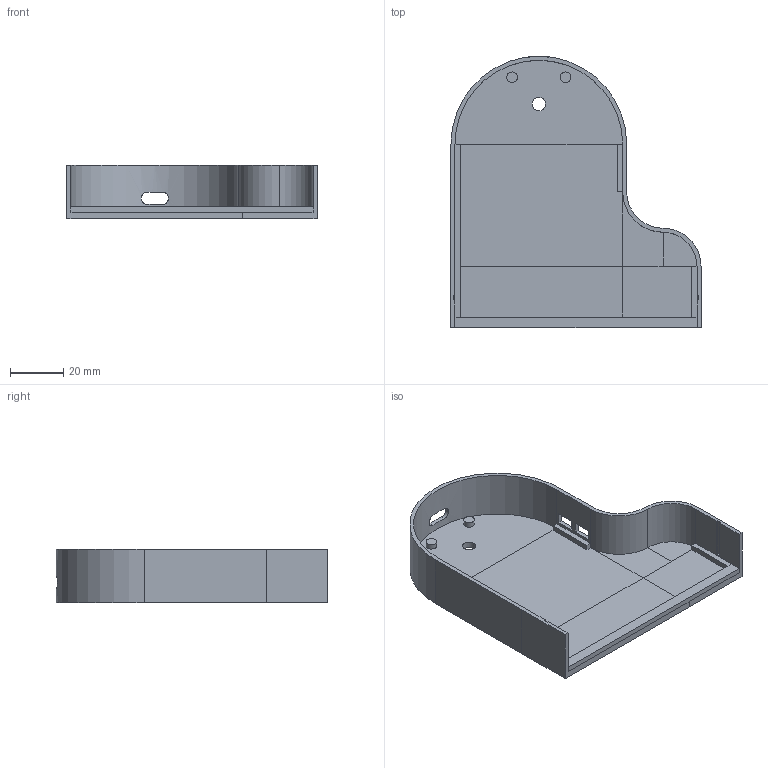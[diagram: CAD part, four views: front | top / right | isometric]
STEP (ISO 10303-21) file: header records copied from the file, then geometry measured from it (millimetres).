
FILE_DESCRIPTION(('FreeCAD Model'),'2;1');
FILE_NAME('Open CASCADE Shape Model','2022-03-03T14:08:14',('Author'),( ''),'Open CASCADE STEP processor 7.5','FreeCAD','Unknown');
FILE_SCHEMA(('AUTOMOTIVE_DESIGN { 1 0 10303 214 1 1 1 1 }'));
Length unit declared in the file: millimetre
Products named in the file (1): Basis_Cutted
Bounding box: 93.5 x 101.5 x 20.1 mm (x, y, z)
Volume: 25749.9 mm3; surface area: 24690.1 mm2
Topology: 1 solids, 1 shells, 71 faces, 184 edges, 117 vertices
Faces by surface type: plane 58, cylinder 13
Full cylindrical faces by diameter (mm): 4 x2, 5 x1
Entity records: 2274 total; most frequent: CARTESIAN_POINT 501, ORIENTED_EDGE 368, DIRECTION 342, EDGE_CURVE 184, LINE 154, VECTOR 154, VERTEX_POINT 117, AXIS2_PLACEMENT_3D 94
